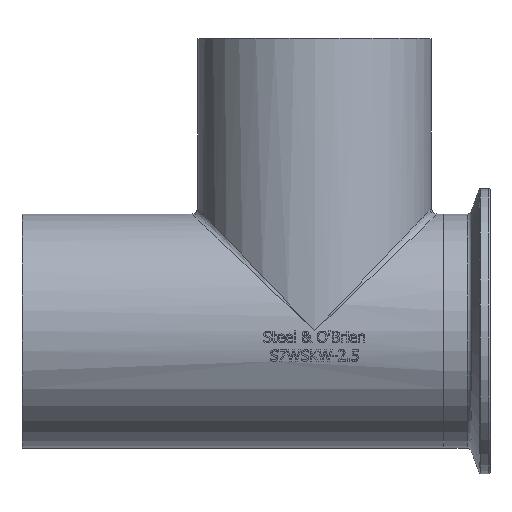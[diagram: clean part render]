
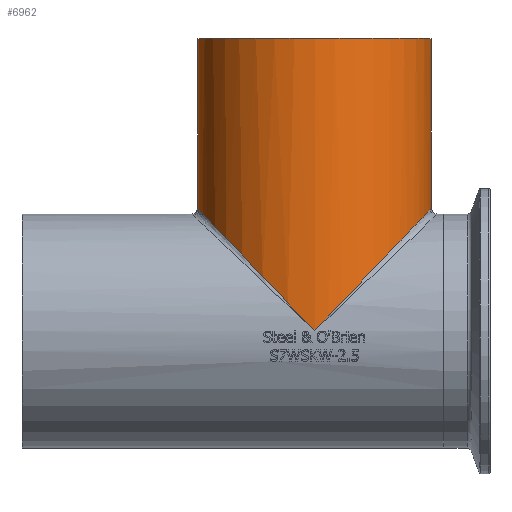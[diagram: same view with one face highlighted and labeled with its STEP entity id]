
A CAD part, top view. The second image highlights one B-rep face of the part: STEP entity #6962.
In plain terms, the highlighted cylindrical face has radius 31.75 mm (diameter 63.5 mm), a full revolution.
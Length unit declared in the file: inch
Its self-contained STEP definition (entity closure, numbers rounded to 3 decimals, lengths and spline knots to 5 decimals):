
#85=ELLIPSE('',#7365,1.8125,1.25);
#86=ELLIPSE('',#7366,1.8125,1.25);
#148=FACE_BOUND('',#1314,.T.);
#871=FACE_OUTER_BOUND('',#1313,.T.);
#1313=EDGE_LOOP('',(#6466,#6467));
#1314=EDGE_LOOP('',(#6468));
#2391=CIRCLE('',#7374,1.25);
#3401=VERTEX_POINT('',#15185);
#3402=VERTEX_POINT('',#15186);
#3427=VERTEX_POINT('',#15368);
#4438=EDGE_CURVE('',#3402,#3401,#85,.T.);
#4439=EDGE_CURVE('',#3401,#3402,#86,.T.);
#4444=EDGE_CURVE('',#3427,#3427,#2391,.T.);
#6466=ORIENTED_EDGE('',*,*,#4439,.F.);
#6467=ORIENTED_EDGE('',*,*,#4438,.F.);
#6468=ORIENTED_EDGE('',*,*,#4444,.T.);
#6516=CYLINDRICAL_SURFACE('',#7373,1.25);
#6962=ADVANCED_FACE('',(#871,#148),#6516,.T.);
#7365=AXIS2_PLACEMENT_3D('',#15305,#8641,#8642);
#7366=AXIS2_PLACEMENT_3D('',#15356,#8643,#8644);
#7373=AXIS2_PLACEMENT_3D('',#15367,#8657,#8658);
#7374=AXIS2_PLACEMENT_3D('',#15369,#8659,#8660);
#8641=DIRECTION('center_axis',(-0.724,-0.69,0.));
#8642=DIRECTION('ref_axis',(-0.69,0.724,0.));
#8643=DIRECTION('center_axis',(0.724,-0.69,0.));
#8644=DIRECTION('ref_axis',(0.69,0.724,0.));
#8657=DIRECTION('center_axis',(0.,-1.,0.));
#8658=DIRECTION('ref_axis',(1.,0.,0.));
#8659=DIRECTION('center_axis',(0.,-1.,0.));
#8660=DIRECTION('ref_axis',(1.,0.,0.));
#15185=CARTESIAN_POINT('',(0.,0.,-1.25));
#15186=CARTESIAN_POINT('',(0.,0.,1.25));
#15305=CARTESIAN_POINT('Origin',(0.,0.,0.));
#15356=CARTESIAN_POINT('Origin',(0.,0.,0.));
#15367=CARTESIAN_POINT('Origin',(0.,3.125,0.));
#15368=CARTESIAN_POINT('',(-1.25,3.125,0.));
#15369=CARTESIAN_POINT('Origin',(0.,3.125,0.));
